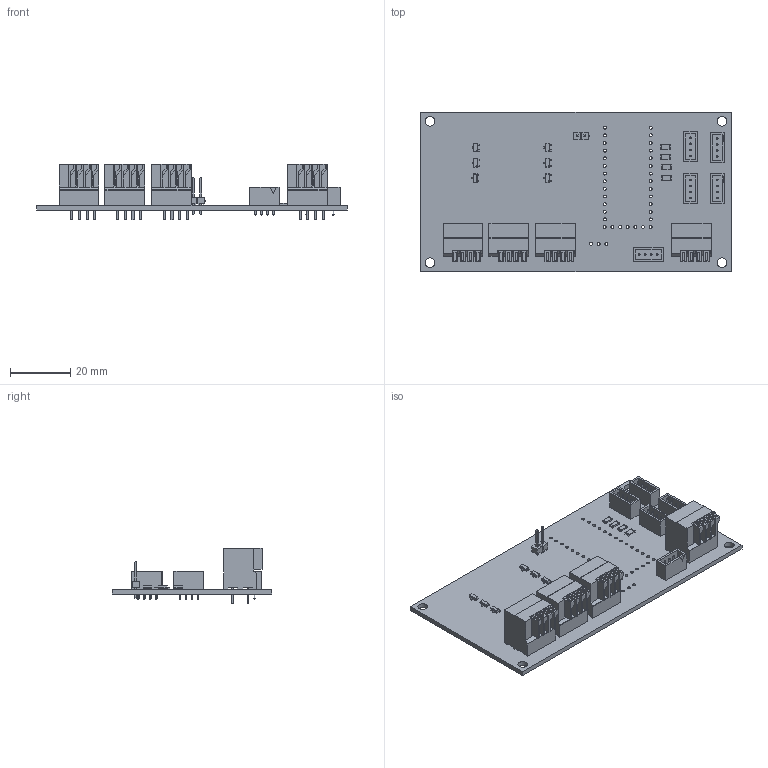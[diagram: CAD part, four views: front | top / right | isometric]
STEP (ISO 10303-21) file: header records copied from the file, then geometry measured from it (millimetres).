
FILE_DESCRIPTION(('KiCad electronic assembly'),'2;1');
FILE_NAME('ELS Main Board.step','2023-06-03T07:13:44',('Pcbnew'),( 'Kicad'),'Open CASCADE STEP processor 7.6','KiCad to STEP converter' ,'Unknown');
FILE_SCHEMA(('AUTOMOTIVE_DESIGN { 1 0 10303 214 1 1 1 1 }'));
Length unit declared in the file: millimetre
Products named in the file (12): ELS Main Board 1; 1-2834015-4; SOLID; CRCW12064K70FKEBC; B4B-PH-K-S_LF__SN_; COMPOUND; MMBT2222ALT3G; TSW-102-09-T-S; ELS PCB
Assembly tree (26 placements, depth 3):
  ELS Main Board 1
    1-2834015-4  x4
      SOLID
    CRCW12064K70FKEBC  x4
      SOLID
    B4B-PH-K-S_LF__SN_  x5
      COMPOUND
    MMBT2222ALT3G  x6
      COMPOUND
    TSW-102-09-T-S
      COMPOUND
    ELS PCB
Bounding box: 103 x 53 x 18.47 mm (x, y, z)
Volume: 16874.7 mm3; surface area: 19634 mm2
Topology: 60 solids, 60 shells, 1431 faces, 3505 edges, 2274 vertices
Faces by surface type: plane 1169, cylinder 222, cone 40
Full cylindrical faces by diameter (mm): 0.163 x6, 0.5 x20, 0.7 x20, 0.965 x33, 1 x3, 1.01 x16, 1.02 x2, 1.21 x16, 3.2 x4
Entity records: 31447 total; most frequent: CARTESIAN_POINT 6260, DIRECTION 4645, LINE 3162, VECTOR 3162, ORIENTED_EDGE 2428, PCURVE 2428, DEFINITIONAL_REPRESENTATION 2428, EDGE_CURVE 1214
